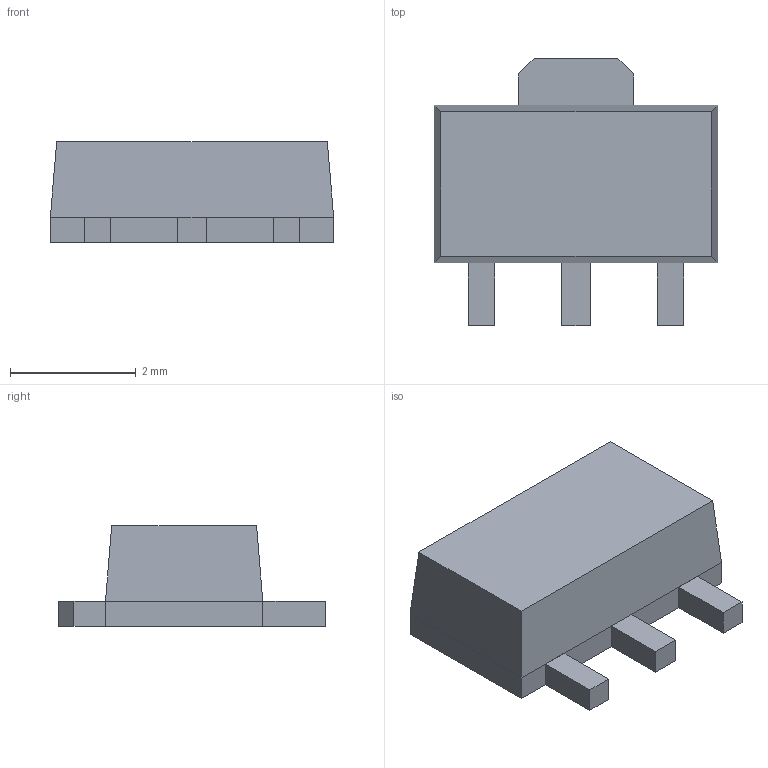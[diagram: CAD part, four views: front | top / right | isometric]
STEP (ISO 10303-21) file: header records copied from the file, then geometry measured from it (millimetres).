
FILE_DESCRIPTION(('FreeCAD Model'),'2;1');
FILE_NAME('sot89.stp', '2015-11-30T19:59:03',('Author'),(''), 'Open CASCADE STEP processor 6.7','FreeCAD','Unknown');
FILE_SCHEMA(('AUTOMOTIVE_DESIGN_CC2 { 1 2 10303 214 -1 1 5 4 }'));
Length unit declared in the file: millimetre
Products named in the file (4): ASSEMBLY; Cut; Chamfer001; Array
Assembly tree (3 placements, depth 2):
  ASSEMBLY
    Cut
    Chamfer001
    Array
Bounding box: 4.5 x 4.25 x 1.6 mm (x, y, z)
Volume: 18.2 mm3; surface area: 60.9 mm2
Topology: 4 solids, 4 shells, 44 faces, 100 edges, 64 vertices
Faces by surface type: plane 44
Entity records: 2592 total; most frequent: CARTESIAN_POINT 420, DIRECTION 388, LINE 292, VECTOR 292, ORIENTED_EDGE 200, PCURVE 200, DEFINITIONAL_REPRESENTATION 200, EDGE_CURVE 100
